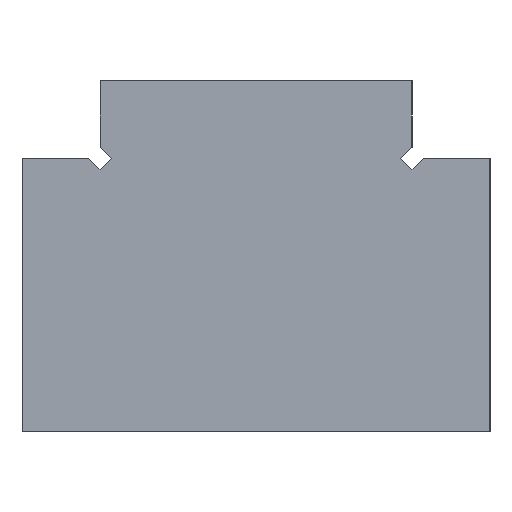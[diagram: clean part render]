
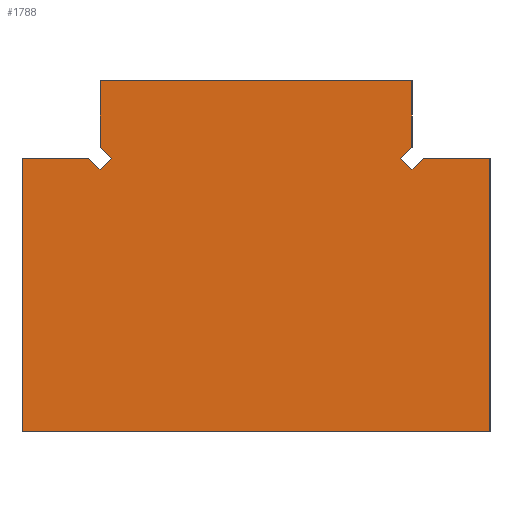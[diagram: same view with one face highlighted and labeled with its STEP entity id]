
A CAD part, left-side view. The second image highlights one B-rep face of the part: STEP entity #1788.
In plain terms, the highlighted planar face has unit normal (-1, 0, 0).
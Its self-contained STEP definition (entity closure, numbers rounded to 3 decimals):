
#788=VERTEX_POINT('',#2285);
#828=VERTEX_POINT('',#2331);
#852=EDGE_CURVE('',#1762,#890,#2359,.T.);
#890=VERTEX_POINT('',#2401);
#1020=VERTEX_POINT('',#2548);
#1042=EDGE_CURVE('',#2048,#2194,#2571,.T.);
#1230=EDGE_CURVE('',#1826,#1020,#2787,.T.);
#1366=VERTEX_POINT('',#2942);
#1392=EDGE_CURVE('',#2178,#2098,#2970,.T.);
#1408=EDGE_CURVE('',#1020,#1762,#2989,.T.);
#1440=EDGE_CURVE('',#2098,#2112,#3026,.T.);
#1520=EDGE_CURVE('',#2194,#1826,#3117,.T.);
#1606=EDGE_CURVE('',#2198,#788,#3211,.T.);
#1762=VERTEX_POINT('',#3385);
#1788=ADVANCED_FACE('',(#3416),#3417,.F.);
#1808=EDGE_CURVE('',#2124,#1366,#3438,.T.);
#1826=VERTEX_POINT('',#3458);
#1858=EDGE_CURVE('',#1366,#2048,#3497,.T.);
#2014=EDGE_CURVE('',#2112,#2124,#3673,.T.);
#2016=EDGE_CURVE('',#890,#2198,#3675,.T.);
#2026=EDGE_CURVE('',#788,#828,#3685,.T.);
#2028=EDGE_CURVE('',#828,#2178,#3687,.T.);
#2048=VERTEX_POINT('',#3711);
#2098=VERTEX_POINT('',#3765);
#2112=VERTEX_POINT('',#3781);
#2124=VERTEX_POINT('',#3794);
#2178=VERTEX_POINT('',#3852);
#2194=VERTEX_POINT('',#3870);
#2198=VERTEX_POINT('',#3874);
#2285=CARTESIAN_POINT('',(-20.0,20.,45.0));
#2331=CARTESIAN_POINT('',(-20.0,-20.,45.0));
#2359=LINE('',#4058,#4059);
#2401=CARTESIAN_POINT('',(-20.0,18.586,35.0));
#2548=CARTESIAN_POINT('',(-20.0,21.414,35.0));
#2571=LINE('',#4332,#4333);
#2787=LINE('',#4609,#4610);
#2942=CARTESIAN_POINT('',(-20.0,-30.,35.0));
#2970=LINE('',#4860,#4861);
#2989=LINE('',#4884,#4885);
#3026=LINE('',#4930,#4931);
#3117=LINE('',#5043,#5044);
#3211=LINE('',#5174,#5175);
#3385=CARTESIAN_POINT('',(-20.0,20.,33.586));
#3416=FACE_OUTER_BOUND('',#5434,.T.);
#3417=PLANE('',#5435);
#3438=LINE('',#5469,#5470);
#3458=CARTESIAN_POINT('',(-20.0,30.,35.0));
#3497=LINE('',#5543,#5544);
#3673=LINE('',#5766,#5767);
#3675=LINE('',#5770,#5771);
#3685=LINE('',#5783,#5784);
#3687=LINE('',#5787,#5788);
#3711=CARTESIAN_POINT('',(-20.0,-30.,0.0));
#3765=CARTESIAN_POINT('',(-20.0,-18.586,35.0));
#3781=CARTESIAN_POINT('',(-20.0,-20.,33.586));
#3794=CARTESIAN_POINT('',(-20.0,-21.414,35.0));
#3852=CARTESIAN_POINT('',(-20.0,-20.,36.414));
#3870=CARTESIAN_POINT('',(-20.0,30.,0.0));
#3874=CARTESIAN_POINT('',(-20.0,20.,36.414));
#4058=CARTESIAN_POINT('',(-20.0,20.,33.586));
#4059=VECTOR('',#6227,1.0);
#4332=CARTESIAN_POINT('',(-20.0,-30.,0.0));
#4333=VECTOR('',#6513,1.0);
#4609=CARTESIAN_POINT('',(-20.0,30.,35.0));
#4610=VECTOR('',#6825,1.0);
#4860=CARTESIAN_POINT('',(-20.0,-20.,36.414));
#4861=VECTOR('',#7054,1.0);
#4884=CARTESIAN_POINT('',(-20.0,21.414,35.0));
#4885=VECTOR('',#7087,1.0);
#4930=CARTESIAN_POINT('',(-20.0,-18.586,35.0));
#4931=VECTOR('',#7144,1.0);
#5043=CARTESIAN_POINT('',(-20.0,30.,0.0));
#5044=VECTOR('',#7268,1.0);
#5174=CARTESIAN_POINT('',(-20.0,20.,36.414));
#5175=VECTOR('',#7398,1.0);
#5434=EDGE_LOOP('',(#7672,#7673,#7674,#7675,#7676,#7677,#7678,#7679,#7680,#7681,#7682,#7683,#7684,#7685));
#5435=AXIS2_PLACEMENT_3D('',#7686,#7687,#7688);
#5469=CARTESIAN_POINT('',(-20.0,-21.414,35.0));
#5470=VECTOR('',#7713,1.0);
#5543=CARTESIAN_POINT('',(-20.0,-30.,35.0));
#5544=VECTOR('',#7810,1.0);
#5766=CARTESIAN_POINT('',(-20.0,-20.,33.586));
#5767=VECTOR('',#8045,1.0);
#5770=CARTESIAN_POINT('',(-20.0,18.586,35.0));
#5771=VECTOR('',#8046,1.0);
#5783=CARTESIAN_POINT('',(-20.0,20.,45.0));
#5784=VECTOR('',#8050,1.0);
#5787=CARTESIAN_POINT('',(-20.0,-20.,45.0));
#5788=VECTOR('',#8051,1.0);
#6227=DIRECTION('',(0.0,-0.707,0.707));
#6513=DIRECTION('',(0.0,1.0,0.0));
#6825=DIRECTION('',(0.0,-1.0,0.0));
#7054=DIRECTION('',(0.0,0.707,-0.707));
#7087=DIRECTION('',(0.0,-0.707,-0.707));
#7144=DIRECTION('',(0.0,-0.707,-0.707));
#7268=DIRECTION('',(0.0,0.0,1.0));
#7398=DIRECTION('',(0.0,0.0,1.0));
#7672=ORIENTED_EDGE('',*,*,#1520,.F.);
#7673=ORIENTED_EDGE('',*,*,#1042,.F.);
#7674=ORIENTED_EDGE('',*,*,#1858,.F.);
#7675=ORIENTED_EDGE('',*,*,#1808,.F.);
#7676=ORIENTED_EDGE('',*,*,#2014,.F.);
#7677=ORIENTED_EDGE('',*,*,#1440,.F.);
#7678=ORIENTED_EDGE('',*,*,#1392,.F.);
#7679=ORIENTED_EDGE('',*,*,#2028,.F.);
#7680=ORIENTED_EDGE('',*,*,#2026,.F.);
#7681=ORIENTED_EDGE('',*,*,#1606,.F.);
#7682=ORIENTED_EDGE('',*,*,#2016,.F.);
#7683=ORIENTED_EDGE('',*,*,#852,.F.);
#7684=ORIENTED_EDGE('',*,*,#1408,.F.);
#7685=ORIENTED_EDGE('',*,*,#1230,.F.);
#7686=CARTESIAN_POINT('',(-20.0,0.0,21.92));
#7687=DIRECTION('',(1.0,0.0,0.0));
#7688=DIRECTION('',(0.0,1.0,0.0));
#7713=DIRECTION('',(0.0,-1.0,0.0));
#7810=DIRECTION('',(0.0,0.0,-1.0));
#8045=DIRECTION('',(0.0,-0.707,0.707));
#8046=DIRECTION('',(0.0,0.707,0.707));
#8050=DIRECTION('',(0.0,-1.0,0.0));
#8051=DIRECTION('',(0.0,0.0,-1.0));
